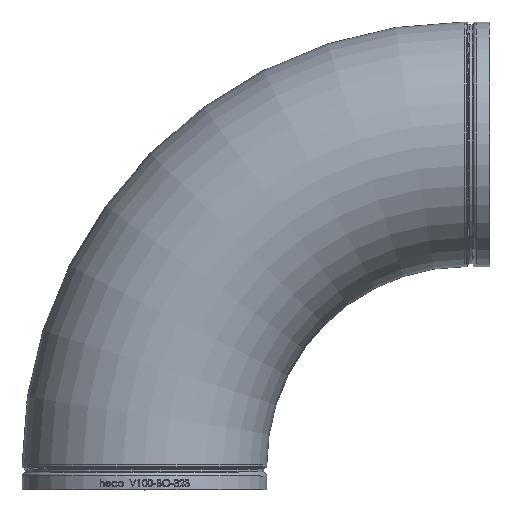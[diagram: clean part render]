
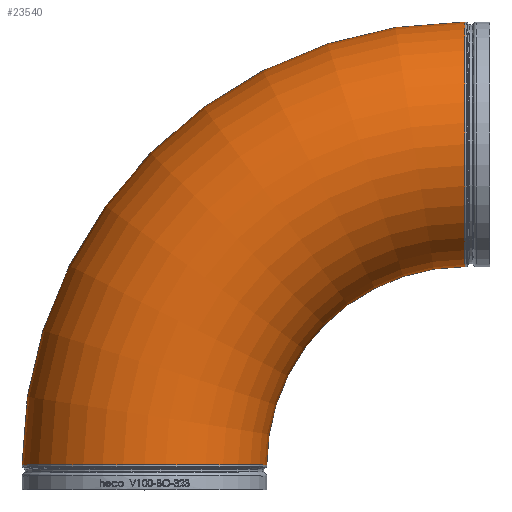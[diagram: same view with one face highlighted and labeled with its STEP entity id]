
A CAD part, top view. The second image highlights one B-rep face of the part: STEP entity #23540.
In plain terms, the highlighted toroidal (fillet/blend) face has major radius 424.141 mm and minor radius 161.925 mm.
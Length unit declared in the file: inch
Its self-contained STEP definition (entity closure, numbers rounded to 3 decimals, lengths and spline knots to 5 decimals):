
#4823 = CARTESIAN_POINT ( 'NONE',  ( 0., -16.69847, -6.375 ) ) ;
#8103 = VERTEX_POINT ( 'NONE', #12764 ) ;
#11597 = EDGE_LOOP ( 'NONE', ( #28981 ) ) ;
#12764 = CARTESIAN_POINT ( 'NONE',  ( 16.69847, 0., -6.375 ) ) ;
#14074 = AXIS2_PLACEMENT_3D ( 'NONE', #24332, #35799, #32890 ) ;
#15089 = EDGE_CURVE ( 'NONE', #8103, #8103, #22470, .T. ) ;
#16036 = AXIS2_PLACEMENT_3D ( 'NONE', #27636, #24481, #35698 ) ;
#17260 = DIRECTION ( 'NONE',  ( 1., 0., 0. ) ) ;
#19946 = DIRECTION ( 'NONE',  ( 0., 0., 1. ) ) ;
#20070 = ORIENTED_EDGE ( 'NONE', *, *, #33948, .F. ) ;
#22470 = CIRCLE ( 'NONE', #16036, 6.375 ) ;
#22532 = TOROIDAL_SURFACE ( 'NONE', #28989, 16.69847, 6.375 ) ;
#23540 = ADVANCED_FACE ( 'NONE', ( #31768, #24336 ), #22532, .T. ) ;
#24332 = CARTESIAN_POINT ( 'NONE',  ( 0., -16.69847, 0. ) ) ;
#24336 = FACE_OUTER_BOUND ( 'NONE', #11597, .T. ) ;
#24481 = DIRECTION ( 'NONE',  ( 1., 0., 0. ) ) ;
#27011 = CIRCLE ( 'NONE', #14074, 6.375 ) ;
#27636 = CARTESIAN_POINT ( 'NONE',  ( 16.69847, 0., 0. ) ) ;
#28128 = CARTESIAN_POINT ( 'NONE',  ( 16.69847, -16.69847, 0. ) ) ;
#28981 = ORIENTED_EDGE ( 'NONE', *, *, #15089, .F. ) ;
#28989 = AXIS2_PLACEMENT_3D ( 'NONE', #28128, #19946, #17260 ) ;
#31324 = VERTEX_POINT ( 'NONE', #4823 ) ;
#31768 = FACE_OUTER_BOUND ( 'NONE', #36075, .T. ) ;
#32890 = DIRECTION ( 'NONE',  ( 0., 0., -1. ) ) ;
#33948 = EDGE_CURVE ( 'NONE', #31324, #31324, #27011, .T. ) ;
#35698 = DIRECTION ( 'NONE',  ( 0., 0., -1. ) ) ;
#35799 = DIRECTION ( 'NONE',  ( 0., -1., 0. ) ) ;
#36075 = EDGE_LOOP ( 'NONE', ( #20070 ) ) ;
